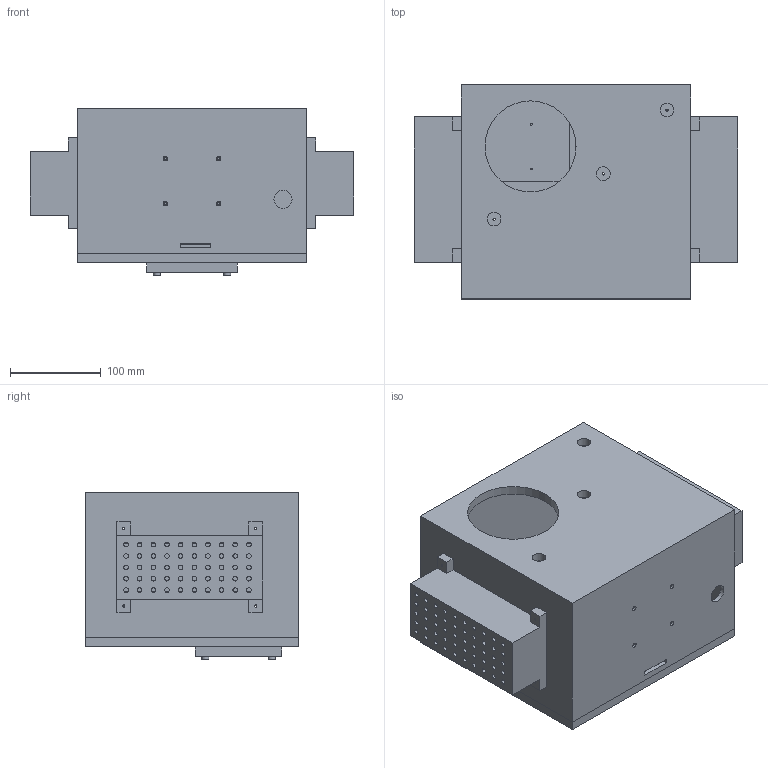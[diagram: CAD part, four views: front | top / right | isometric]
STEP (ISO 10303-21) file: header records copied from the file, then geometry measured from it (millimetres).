
FILE_DESCRIPTION(/* description */ (''),/* implementation_level */ '2;1');
FILE_NAME(/* name */ 'Assembly v5.step',/* time_stamp */ '2025-08-14T18:04:02+01:00',/* author */ (''),/* organization */ (''),/* preprocessor_version */ 'ST-DEVELOPER v20.1',/* originating_system */ 'Autodesk Translation Framework v14.10.0.0',/* authorisation */ '');
FILE_SCHEMA (('AUTOMOTIVE_DESIGN { 1 0 10303 214 3 1 1 }'));
Length unit declared in the file: millimetre
Products named in the file (4): Assembly; battery lid; Base; main lid
Assembly tree (4 placements, depth 2):
  Assembly
    battery lid  x2
    Base
    main lid
Bounding box: 356 x 235 x 184 mm (x, y, z)
Volume: 2818357.6 mm3; surface area: 705247.3 mm2
Topology: 4 solids, 4 shells, 393 faces, 1055 edges, 672 vertices
Faces by surface type: plane 207, cylinder 178, torus 8
Full cylindrical faces by diameter (mm): 2 x4, 2.5 x35, 2.7 x8, 5 x108, 5.2 x4, 8 x4, 10 x3, 15 x3, 20 x1, 100 x1
Entity records: 9354 total; most frequent: DIRECTION 1660, CARTESIAN_POINT 1524, ORIENTED_EDGE 1486, EDGE_CURVE 743, AXIS2_PLACEMENT_3D 615, VERTEX_POINT 479, EDGE_LOOP 478, LINE 430
